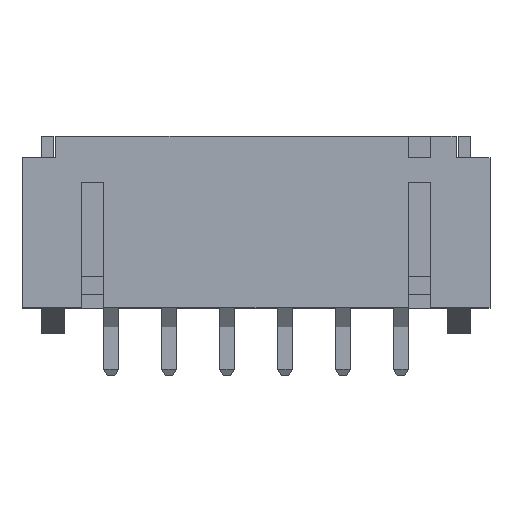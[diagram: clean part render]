
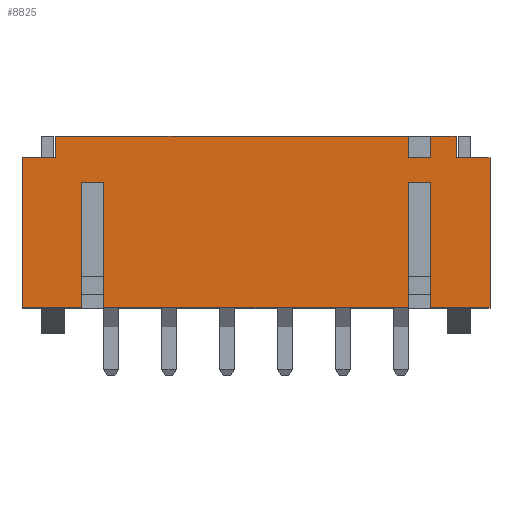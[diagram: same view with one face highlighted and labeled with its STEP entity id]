
A CAD part, top view. The second image highlights one B-rep face of the part: STEP entity #8825.
In plain terms, the highlighted planar face has unit normal (0, 0, 1).
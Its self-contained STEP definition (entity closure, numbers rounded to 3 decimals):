
#410=ORIENTED_EDGE('',*,*,#2249,.F.);
#411=ORIENTED_EDGE('',*,*,#2212,.F.);
#412=ORIENTED_EDGE('',*,*,#2250,.F.);
#413=ORIENTED_EDGE('',*,*,#2251,.T.);
#414=ORIENTED_EDGE('',*,*,#2252,.T.);
#415=ORIENTED_EDGE('',*,*,#2236,.T.);
#416=ORIENTED_EDGE('',*,*,#2253,.T.);
#417=ORIENTED_EDGE('',*,*,#2254,.T.);
#418=ORIENTED_EDGE('',*,*,#2255,.T.);
#419=ORIENTED_EDGE('',*,*,#2256,.T.);
#420=ORIENTED_EDGE('',*,*,#2257,.T.);
#421=ORIENTED_EDGE('',*,*,#2258,.T.);
#422=ORIENTED_EDGE('',*,*,#2259,.T.);
#423=ORIENTED_EDGE('',*,*,#2248,.T.);
#424=ORIENTED_EDGE('',*,*,#2260,.T.);
#425=ORIENTED_EDGE('',*,*,#2261,.F.);
#426=ORIENTED_EDGE('',*,*,#2262,.T.);
#427=ORIENTED_EDGE('',*,*,#2208,.F.);
#428=ORIENTED_EDGE('',*,*,#2263,.F.);
#429=ORIENTED_EDGE('',*,*,#2264,.F.);
#2208=EDGE_CURVE('',#3127,#3128,#3727,.T.);
#2212=EDGE_CURVE('',#3131,#3132,#3731,.T.);
#2236=EDGE_CURVE('',#3155,#3154,#3755,.T.);
#2248=EDGE_CURVE('',#3148,#3166,#3767,.T.);
#2249=EDGE_CURVE('',#3132,#3167,#3768,.T.);
#2250=EDGE_CURVE('',#3168,#3131,#3769,.T.);
#2251=EDGE_CURVE('',#3168,#3169,#3770,.T.);
#2252=EDGE_CURVE('',#3169,#3155,#3771,.T.);
#2253=EDGE_CURVE('',#3154,#3170,#3772,.T.);
#2254=EDGE_CURVE('',#3170,#3171,#3773,.T.);
#2255=EDGE_CURVE('',#3171,#3172,#3774,.T.);
#2256=EDGE_CURVE('',#3172,#3173,#3775,.T.);
#2257=EDGE_CURVE('',#3173,#3174,#3776,.T.);
#2258=EDGE_CURVE('',#3174,#3175,#3777,.T.);
#2259=EDGE_CURVE('',#3175,#3148,#3778,.T.);
#2260=EDGE_CURVE('',#3166,#3176,#3779,.T.);
#2261=EDGE_CURVE('',#3177,#3176,#3780,.T.);
#2262=EDGE_CURVE('',#3177,#3128,#3781,.T.);
#2263=EDGE_CURVE('',#3178,#3127,#3782,.T.);
#2264=EDGE_CURVE('',#3167,#3178,#3783,.T.);
#3127=VERTEX_POINT('',#10930);
#3128=VERTEX_POINT('',#10932);
#3131=VERTEX_POINT('',#10938);
#3132=VERTEX_POINT('',#10940);
#3148=VERTEX_POINT('',#10977);
#3154=VERTEX_POINT('',#10989);
#3155=VERTEX_POINT('',#10991);
#3166=VERTEX_POINT('',#11013);
#3167=VERTEX_POINT('',#11017);
#3168=VERTEX_POINT('',#11019);
#3169=VERTEX_POINT('',#11021);
#3170=VERTEX_POINT('',#11024);
#3171=VERTEX_POINT('',#11026);
#3172=VERTEX_POINT('',#11028);
#3173=VERTEX_POINT('',#11030);
#3174=VERTEX_POINT('',#11032);
#3175=VERTEX_POINT('',#11034);
#3176=VERTEX_POINT('',#11037);
#3177=VERTEX_POINT('',#11039);
#3178=VERTEX_POINT('',#11042);
#3727=LINE('',#10931,#4382);
#3731=LINE('',#10939,#4386);
#3755=LINE('',#10990,#4410);
#3767=LINE('',#11014,#4422);
#3768=LINE('',#11016,#4423);
#3769=LINE('',#11018,#4424);
#3770=LINE('',#11020,#4425);
#3771=LINE('',#11022,#4426);
#3772=LINE('',#11023,#4427);
#3773=LINE('',#11025,#4428);
#3774=LINE('',#11027,#4429);
#3775=LINE('',#11029,#4430);
#3776=LINE('',#11031,#4431);
#3777=LINE('',#11033,#4432);
#3778=LINE('',#11035,#4433);
#3779=LINE('',#11036,#4434);
#3780=LINE('',#11038,#4435);
#3781=LINE('',#11040,#4436);
#3782=LINE('',#11041,#4437);
#3783=LINE('',#11043,#4438);
#4382=VECTOR('',#9585,1000.);
#4386=VECTOR('',#9589,1000.);
#4410=VECTOR('',#9621,1000.);
#4422=VECTOR('',#9633,1000.);
#4423=VECTOR('',#9636,1000.);
#4424=VECTOR('',#9637,1000.);
#4425=VECTOR('',#9638,1000.);
#4426=VECTOR('',#9639,1000.);
#4427=VECTOR('',#9640,1000.);
#4428=VECTOR('',#9641,1000.);
#4429=VECTOR('',#9642,1000.);
#4430=VECTOR('',#9643,1000.);
#4431=VECTOR('',#9644,1000.);
#4432=VECTOR('',#9645,1000.);
#4433=VECTOR('',#9646,1000.);
#4434=VECTOR('',#9647,1000.);
#4435=VECTOR('',#9648,1000.);
#4436=VECTOR('',#9649,1000.);
#4437=VECTOR('',#9650,1000.);
#4438=VECTOR('',#9651,1000.);
#5027=EDGE_LOOP('',(#410,#411,#412,#413,#414,#415,#416,#417,#418,#419,#420,
#421,#422,#423,#424,#425,#426,#427,#428,#429));
#5434=FACE_BOUND('',#5027,.T.);
#5840=PLANE('',#9228);
#8825=ADVANCED_FACE('',(#5434),#5840,.T.);
#9228=AXIS2_PLACEMENT_3D('',#11015,#9634,#9635);
#9585=DIRECTION('',(1.,0.,0.));
#9589=DIRECTION('',(1.,0.,0.));
#9621=DIRECTION('',(1.,0.,0.));
#9633=DIRECTION('',(1.,0.,0.));
#9634=DIRECTION('',(0.,0.,1.));
#9635=DIRECTION('',(1.,0.,0.));
#9636=DIRECTION('',(0.,-1.,0.));
#9637=DIRECTION('',(0.,1.,0.));
#9638=DIRECTION('',(-1.,0.,0.));
#9639=DIRECTION('',(0.,-1.,0.));
#9640=DIRECTION('',(0.,1.,0.));
#9641=DIRECTION('',(1.,0.,0.));
#9642=DIRECTION('',(0.,-1.,0.));
#9643=DIRECTION('',(1.,0.,0.));
#9644=DIRECTION('',(0.,1.,0.));
#9645=DIRECTION('',(1.,0.,0.));
#9646=DIRECTION('',(0.,-1.,0.));
#9647=DIRECTION('',(0.,1.,0.));
#9648=DIRECTION('',(1.,0.,0.));
#9649=DIRECTION('',(0.,1.,0.));
#9650=DIRECTION('',(0.,1.,0.));
#9651=DIRECTION('',(1.,0.,0.));
#10930=CARTESIAN_POINT('',(6.016,8.255,5.385));
#10931=CARTESIAN_POINT('',(-6.905,8.255,5.385));
#10932=CARTESIAN_POINT('',(6.905,8.255,5.385));
#10938=CARTESIAN_POINT('',(-6.905,8.255,5.385));
#10939=CARTESIAN_POINT('',(-6.905,8.255,5.385));
#10940=CARTESIAN_POINT('',(5.254,8.255,5.385));
#10977=CARTESIAN_POINT('',(6.016,2.337,5.385));
#10989=CARTESIAN_POINT('',(-6.016,2.337,5.385));
#10990=CARTESIAN_POINT('',(-6.905,2.337,5.385));
#10991=CARTESIAN_POINT('',(-8.073,2.337,5.385));
#11013=CARTESIAN_POINT('',(8.073,2.337,5.385));
#11014=CARTESIAN_POINT('',(-6.905,2.337,5.385));
#11015=CARTESIAN_POINT('',(-6.905,2.337,5.385));
#11016=CARTESIAN_POINT('',(5.254,8.255,5.385));
#11017=CARTESIAN_POINT('',(5.254,7.521,5.385));
#11018=CARTESIAN_POINT('',(-6.905,2.337,5.385));
#11019=CARTESIAN_POINT('',(-6.905,7.521,5.385));
#11020=CARTESIAN_POINT('',(-6.6,7.521,5.385));
#11021=CARTESIAN_POINT('',(-8.073,7.521,5.385));
#11022=CARTESIAN_POINT('',(-8.073,7.521,5.385));
#11023=CARTESIAN_POINT('',(-6.016,2.337,5.385));
#11024=CARTESIAN_POINT('',(-6.016,6.655,5.385));
#11025=CARTESIAN_POINT('',(-6.016,6.655,5.385));
#11026=CARTESIAN_POINT('',(-5.254,6.655,5.385));
#11027=CARTESIAN_POINT('',(-5.254,6.655,5.385));
#11028=CARTESIAN_POINT('',(-5.254,2.337,5.385));
#11029=CARTESIAN_POINT('',(-6.905,2.337,5.385));
#11030=CARTESIAN_POINT('',(5.254,2.337,5.385));
#11031=CARTESIAN_POINT('',(5.254,2.337,5.385));
#11032=CARTESIAN_POINT('',(5.254,6.655,5.385));
#11033=CARTESIAN_POINT('',(5.254,6.655,5.385));
#11034=CARTESIAN_POINT('',(6.016,6.655,5.385));
#11035=CARTESIAN_POINT('',(6.016,6.655,5.385));
#11036=CARTESIAN_POINT('',(8.073,2.337,5.385));
#11037=CARTESIAN_POINT('',(8.073,7.521,5.385));
#11038=CARTESIAN_POINT('',(6.6,7.521,5.385));
#11039=CARTESIAN_POINT('',(6.905,7.521,5.385));
#11040=CARTESIAN_POINT('',(6.905,2.337,5.385));
#11041=CARTESIAN_POINT('',(6.016,7.521,5.385));
#11042=CARTESIAN_POINT('',(6.016,7.521,5.385));
#11043=CARTESIAN_POINT('',(5.254,7.521,5.385));
